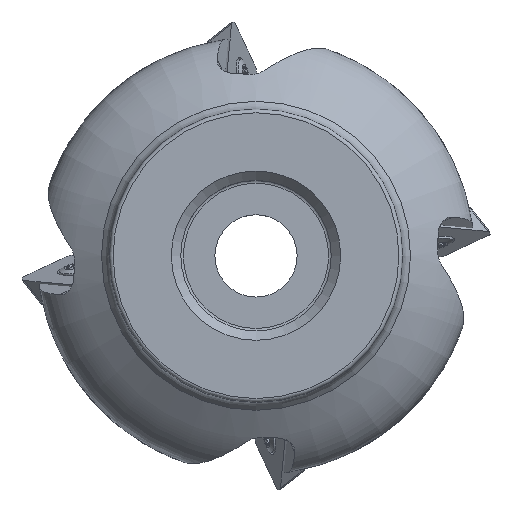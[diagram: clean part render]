
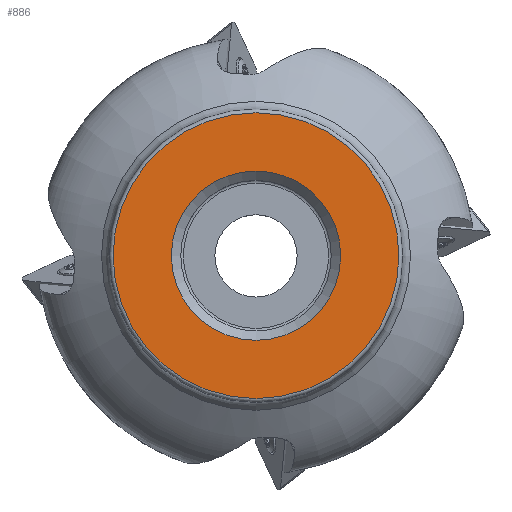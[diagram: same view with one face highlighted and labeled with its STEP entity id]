
A CAD part, top view. The second image highlights one B-rep face of the part: STEP entity #886.
In plain terms, the highlighted planar face has unit normal (0, 0, 1).
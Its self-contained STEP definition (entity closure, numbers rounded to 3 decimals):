
#272=FACE_BOUND('',#1387,.T.);
#273=FACE_BOUND('',#1388,.T.);
#402=PLANE('',#4580);
#886=ADVANCED_FACE('',(#272,#273),#402,.T.);
#1387=EDGE_LOOP('',(#2102));
#1388=EDGE_LOOP('',(#2103));
#1719=CIRCLE('',#4578,18.006);
#1720=CIRCLE('',#4579,30.393);
#2102=ORIENTED_EDGE('',*,*,#3735,.F.);
#2103=ORIENTED_EDGE('',*,*,#3736,.T.);
#3284=VERTEX_POINT('',#7301);
#3285=VERTEX_POINT('',#7303);
#3735=EDGE_CURVE('',#3284,#3284,#1719,.T.);
#3736=EDGE_CURVE('',#3285,#3285,#1720,.T.);
#4578=AXIS2_PLACEMENT_3D('',#7300,#5203,#5204);
#4579=AXIS2_PLACEMENT_3D('',#7302,#5205,#5206);
#4580=AXIS2_PLACEMENT_3D('',#7304,#5207,#5208);
#5203=DIRECTION('',(0.,0.,1.));
#5204=DIRECTION('',(0.,1.,0.));
#5205=DIRECTION('',(0.,0.,1.));
#5206=DIRECTION('',(0.,1.,0.));
#5207=DIRECTION('',(0.,0.,1.));
#5208=DIRECTION('',(0.,1.,0.));
#7300=CARTESIAN_POINT('',(0.,0.,0.));
#7301=CARTESIAN_POINT('',(0.,18.006,0.));
#7302=CARTESIAN_POINT('',(0.,0.,0.));
#7303=CARTESIAN_POINT('',(0.,30.393,0.));
#7304=CARTESIAN_POINT('',(0.,0.,0.));
